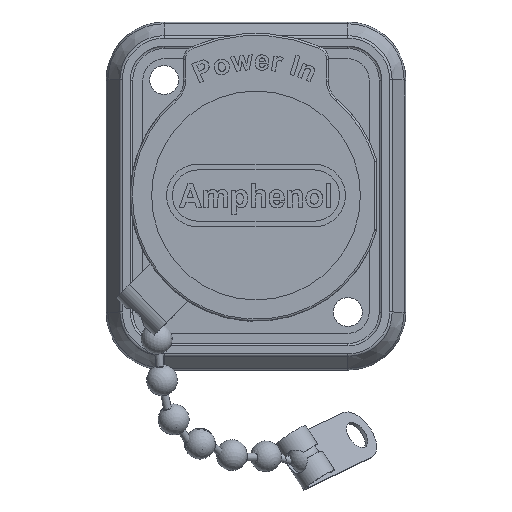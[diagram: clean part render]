
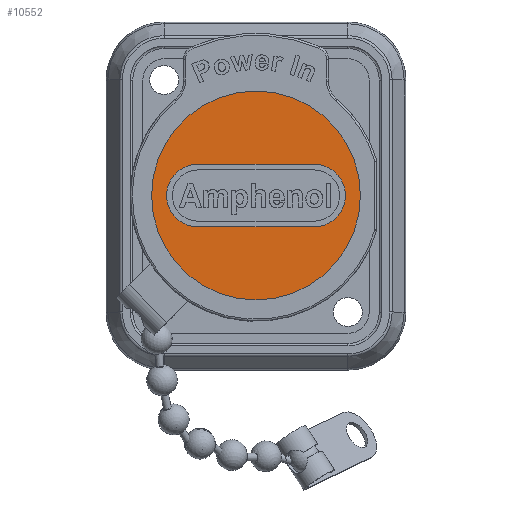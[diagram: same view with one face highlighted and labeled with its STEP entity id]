
A CAD part, top view. The second image highlights one B-rep face of the part: STEP entity #10552.
In plain terms, the highlighted planar face has unit normal (0, 0, 1).
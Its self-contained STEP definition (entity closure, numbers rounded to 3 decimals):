
#1000=FACE_BOUND('',#4340,.T.);
#1269=PLANE('',#11498);
#2105=LINE('',#19279,#2978);
#2109=LINE('',#19288,#2982);
#2978=VECTOR('',#13922,10.);
#2982=VECTOR('',#13932,10.);
#3694=FACE_OUTER_BOUND('',#4339,.T.);
#4339=EDGE_LOOP('',(#9771));
#4340=EDGE_LOOP('',(#9772,#9773,#9774,#9775));
#4714=CIRCLE('',#11488,10.8);
#4717=CIRCLE('',#11494,3.25);
#4718=CIRCLE('',#11497,3.25);
#5596=VERTEX_POINT('',#19264);
#5601=VERTEX_POINT('',#19277);
#5602=VERTEX_POINT('',#19278);
#5603=VERTEX_POINT('',#19283);
#5604=VERTEX_POINT('',#19287);
#6996=EDGE_CURVE('',#5596,#5596,#4714,.T.);
#7001=EDGE_CURVE('',#5601,#5602,#2105,.T.);
#7004=EDGE_CURVE('',#5603,#5601,#4717,.T.);
#7006=EDGE_CURVE('',#5604,#5603,#2109,.T.);
#7008=EDGE_CURVE('',#5602,#5604,#4718,.T.);
#9771=ORIENTED_EDGE('',*,*,#6996,.T.);
#9772=ORIENTED_EDGE('',*,*,#7001,.T.);
#9773=ORIENTED_EDGE('',*,*,#7008,.T.);
#9774=ORIENTED_EDGE('',*,*,#7006,.T.);
#9775=ORIENTED_EDGE('',*,*,#7004,.T.);
#10552=ADVANCED_FACE('',(#3694,#1000),#1269,.F.);
#11488=AXIS2_PLACEMENT_3D('',#19266,#13910,#13911);
#11494=AXIS2_PLACEMENT_3D('',#19284,#13927,#13928);
#11497=AXIS2_PLACEMENT_3D('',#19291,#13936,#13937);
#11498=AXIS2_PLACEMENT_3D('',#19292,#13938,#13939);
#13910=DIRECTION('center_axis',(0.,0.,
1.));
#13911=DIRECTION('ref_axis',(-1.,0.,0.));
#13922=DIRECTION('',(1.,0.,0.));
#13927=DIRECTION('center_axis',(0.,0.,
-1.));
#13928=DIRECTION('ref_axis',(0.,-1.,0.));
#13932=DIRECTION('',(-1.,0.,0.));
#13936=DIRECTION('center_axis',(0.,0.,
-1.));
#13937=DIRECTION('ref_axis',(0.,1.,0.));
#13938=DIRECTION('center_axis',(0.,0.,
-1.));
#13939=DIRECTION('ref_axis',(1.,0.,0.));
#19264=CARTESIAN_POINT('',(10.8,0.,3.));
#19266=CARTESIAN_POINT('Origin',(0.,0.,
3.));
#19277=CARTESIAN_POINT('',(-6.,3.25,3.));
#19278=CARTESIAN_POINT('',(6.,3.25,3.));
#19279=CARTESIAN_POINT('',(-3.,3.25,3.));
#19283=CARTESIAN_POINT('',(-6.,-3.25,3.));
#19284=CARTESIAN_POINT('Origin',(-6.,0.,3.));
#19287=CARTESIAN_POINT('',(6.,-3.25,3.));
#19288=CARTESIAN_POINT('',(3.,-3.25,3.));
#19291=CARTESIAN_POINT('Origin',(6.,0.,3.));
#19292=CARTESIAN_POINT('Origin',(0.,0.,
3.));
